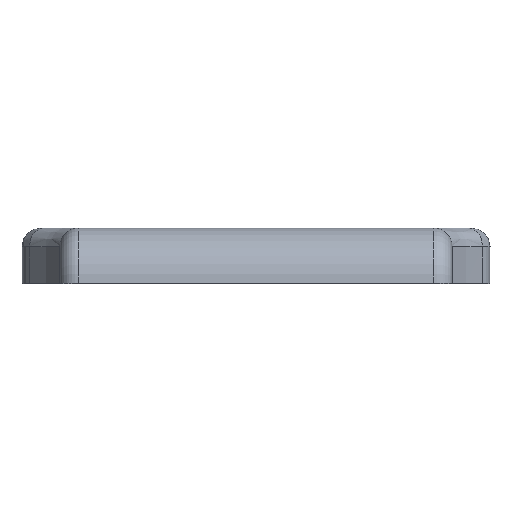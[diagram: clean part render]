
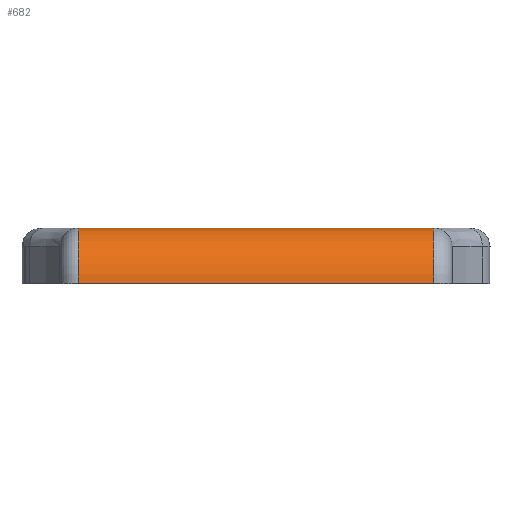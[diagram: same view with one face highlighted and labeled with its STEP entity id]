
A CAD part, top view. The second image highlights one B-rep face of the part: STEP entity #682.
In plain terms, the highlighted cylindrical face has radius 6 mm (diameter 12 mm), a partial arc.
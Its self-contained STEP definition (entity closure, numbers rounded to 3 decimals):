
#79=CYLINDRICAL_SURFACE('',#763,6.);
#111=FACE_OUTER_BOUND('',#163,.T.);
#163=EDGE_LOOP('',(#560,#561,#562,#563));
#205=LINE('',#1295,#244);
#210=LINE('',#1339,#249);
#244=VECTOR('',#890,10.);
#249=VECTOR('',#907,10.);
#288=CIRCLE('',#752,6.);
#295=CIRCLE('',#764,6.);
#330=VERTEX_POINT('',#1215);
#333=VERTEX_POINT('',#1220);
#338=VERTEX_POINT('',#1294);
#349=VERTEX_POINT('',#1338);
#404=EDGE_CURVE('',#333,#330,#288,.T.);
#415=EDGE_CURVE('',#330,#338,#205,.T.);
#427=EDGE_CURVE('',#333,#349,#210,.T.);
#428=EDGE_CURVE('',#338,#349,#295,.T.);
#560=ORIENTED_EDGE('',*,*,#404,.F.);
#561=ORIENTED_EDGE('',*,*,#427,.T.);
#562=ORIENTED_EDGE('',*,*,#428,.F.);
#563=ORIENTED_EDGE('',*,*,#415,.F.);
#682=ADVANCED_FACE('',(#111),#79,.T.);
#752=AXIS2_PLACEMENT_3D('',#1222,#871,#872);
#763=AXIS2_PLACEMENT_3D('',#1337,#905,#906);
#764=AXIS2_PLACEMENT_3D('',#1340,#908,#909);
#871=DIRECTION('center_axis',(1.,0.,0.));
#872=DIRECTION('ref_axis',(0.,0.707,0.707));
#890=DIRECTION('',(-1.,0.,0.));
#905=DIRECTION('center_axis',(1.,0.,0.));
#906=DIRECTION('ref_axis',(0.,0.707,0.707));
#907=DIRECTION('',(-1.,0.,0.));
#908=DIRECTION('center_axis',(-1.,0.,0.));
#909=DIRECTION('ref_axis',(0.,0.707,0.707));
#1215=CARTESIAN_POINT('',(167.075,159.459,148.552));
#1220=CARTESIAN_POINT('',(167.075,165.459,142.552));
#1222=CARTESIAN_POINT('Origin',(167.075,159.459,142.552));
#1294=CARTESIAN_POINT('',(128.663,159.459,148.552));
#1295=CARTESIAN_POINT('',(136.117,159.459,148.552));
#1337=CARTESIAN_POINT('Origin',(125.514,159.459,142.552));
#1338=CARTESIAN_POINT('',(128.663,165.459,142.552));
#1339=CARTESIAN_POINT('',(125.514,165.459,142.552));
#1340=CARTESIAN_POINT('Origin',(128.663,159.459,142.552));
